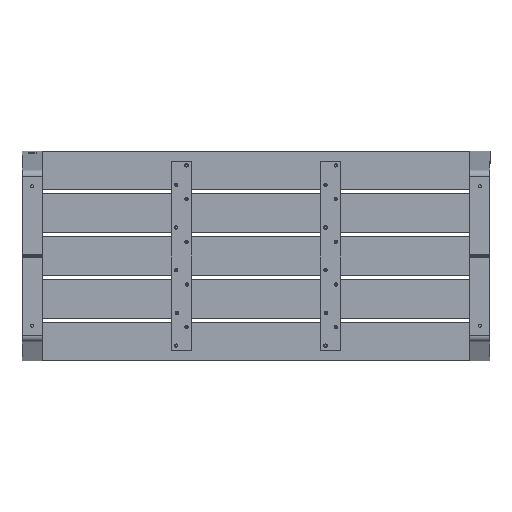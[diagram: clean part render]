
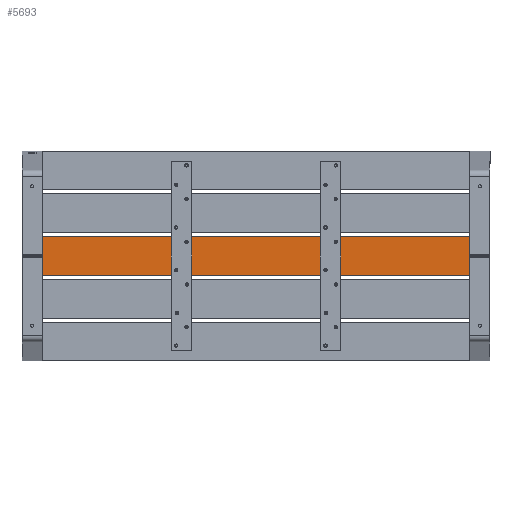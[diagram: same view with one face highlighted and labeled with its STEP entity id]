
A CAD part, front view. The second image highlights one B-rep face of the part: STEP entity #5693.
In plain terms, the highlighted planar face has unit normal (0, -1, 0).
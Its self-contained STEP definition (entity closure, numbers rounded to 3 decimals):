
#917 = VERTEX_POINT ( 'NONE', #13031 ) ;
#2055 = AXIS2_PLACEMENT_3D ( 'NONE', #14682, #13519, #3020 ) ;
#2150 = VERTEX_POINT ( 'NONE', #11645 ) ;
#2378 = EDGE_CURVE ( 'NONE', #917, #11361, #8331, .T. ) ;
#2745 = VECTOR ( 'NONE', #14924, 1000. ) ;
#2935 = ORIENTED_EDGE ( 'NONE', *, *, #6041, .F. ) ;
#3020 = DIRECTION ( 'NONE',  ( 0., 0., 1. ) ) ;
#3049 = ORIENTED_EDGE ( 'NONE', *, *, #3938, .T. ) ;
#3495 = CARTESIAN_POINT ( 'NONE',  ( -1150., 0., -95. ) ) ;
#3803 = VECTOR ( 'NONE', #14217, 1000. ) ;
#3938 = EDGE_CURVE ( 'NONE', #2150, #11361, #10004, .T. ) ;
#4043 = ORIENTED_EDGE ( 'NONE', *, *, #2378, .F. ) ;
#4561 = ORIENTED_EDGE ( 'NONE', *, *, #9727, .T. ) ;
#5693 = ADVANCED_FACE ( 'NONE', ( #13450 ), #10009, .F. ) ;
#6041 = EDGE_CURVE ( 'NONE', #9191, #917, #6751, .T. ) ;
#6144 = EDGE_LOOP ( 'NONE', ( #3049, #4043, #2935, #4561 ) ) ;
#6751 = LINE ( 'NONE', #13560, #2745 ) ;
#7856 = DIRECTION ( 'NONE',  ( 0., 0., -1. ) ) ;
#7916 = VECTOR ( 'NONE', #7856, 1000. ) ;
#8331 = LINE ( 'NONE', #9542, #3803 ) ;
#8578 = CARTESIAN_POINT ( 'NONE',  ( 1150., 0., 95. ) ) ;
#9014 = CARTESIAN_POINT ( 'NONE',  ( 1150., 0., 95. ) ) ;
#9191 = VERTEX_POINT ( 'NONE', #8578 ) ;
#9542 = CARTESIAN_POINT ( 'NONE',  ( 1150., 0., -95. ) ) ;
#9570 = VECTOR ( 'NONE', #12514, 1000. ) ;
#9727 = EDGE_CURVE ( 'NONE', #9191, #2150, #10158, .T. ) ;
#10004 = LINE ( 'NONE', #13516, #7916 ) ;
#10009 = PLANE ( 'NONE',  #2055 ) ;
#10158 = LINE ( 'NONE', #9014, #9570 ) ;
#11361 = VERTEX_POINT ( 'NONE', #3495 ) ;
#11645 = CARTESIAN_POINT ( 'NONE',  ( -1150., 0., 95. ) ) ;
#12514 = DIRECTION ( 'NONE',  ( -1., 0., 0. ) ) ;
#13031 = CARTESIAN_POINT ( 'NONE',  ( 1150., 0., -95. ) ) ;
#13450 = FACE_OUTER_BOUND ( 'NONE', #6144, .T. ) ;
#13516 = CARTESIAN_POINT ( 'NONE',  ( -1150., 0., 95. ) ) ;
#13519 = DIRECTION ( 'NONE',  ( 0., 1., 0. ) ) ;
#13560 = CARTESIAN_POINT ( 'NONE',  ( 1150., 0., 95. ) ) ;
#14217 = DIRECTION ( 'NONE',  ( -1., 0., 0. ) ) ;
#14682 = CARTESIAN_POINT ( 'NONE',  ( 1150., 0., 95. ) ) ;
#14924 = DIRECTION ( 'NONE',  ( 0., 0., -1. ) ) ;
